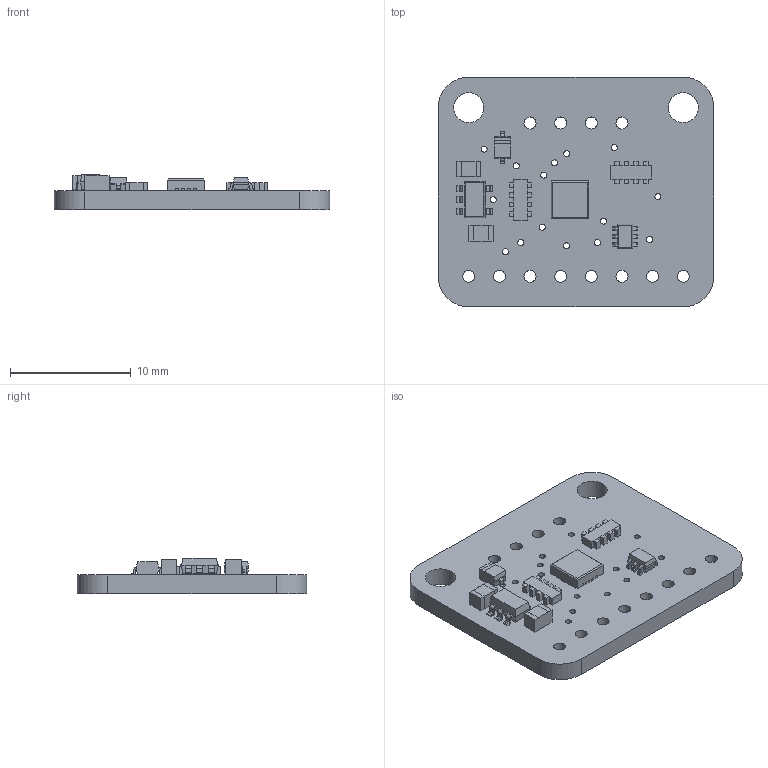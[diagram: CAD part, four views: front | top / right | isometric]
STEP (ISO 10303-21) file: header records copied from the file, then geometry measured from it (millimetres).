
FILE_DESCRIPTION(/* description */ (''),/* implementation_level */ '2;1');
FILE_NAME(/* name */ '4022 Wide-Range Triple-axis Magnetometer MLX90393.step',/* time_stamp */ '2020-02-10T19:43:07-08:00',/* author */ (''),/* organization */ (''),/* preprocessor_version */ 'ST-DEVELOPER v18',/* originating_system */ 'Autodesk Translation Framework v8.12.0.6',/* authorisation */ '');
FILE_SCHEMA (('AUTOMOTIVE_DESIGN { 1 0 10303 214 3 1 1 }'));
Length unit declared in the file: millimetre
Products named in the file (9): 4022 Wide-Range Triple-axis Magnetometer MLX90393; PCB Component; Board; MLX90393; AP2112K-3.3; 10uF; 10K; 1N4148; BSS138
Assembly tree (10 placements, depth 3):
  4022 Wide-Range Triple-axis Magnetometer MLX90393
    PCB Component
      Board
      MLX90393
      AP2112K-3.3
      10uF  x2
      10K  x2
      1N4148
      BSS138
Bounding box: 22.86 x 19.05 x 2.97 mm (x, y, z)
Volume: 673.7 mm3; surface area: 1221.9 mm2
Topology: 17 solids, 17 shells, 593 faces, 1539 edges, 980 vertices
Faces by surface type: plane 491, cylinder 102
Full cylindrical faces by diameter (mm): 0.5 x16, 1 x12, 2.5 x2
Entity records: 16337 total; most frequent: CARTESIAN_POINT 2711, ORIENTED_EDGE 2662, DIRECTION 2591, EDGE_CURVE 1331, LINE 1127, VECTOR 1127, VERTEX_POINT 852, AXIS2_PLACEMENT_3D 732
